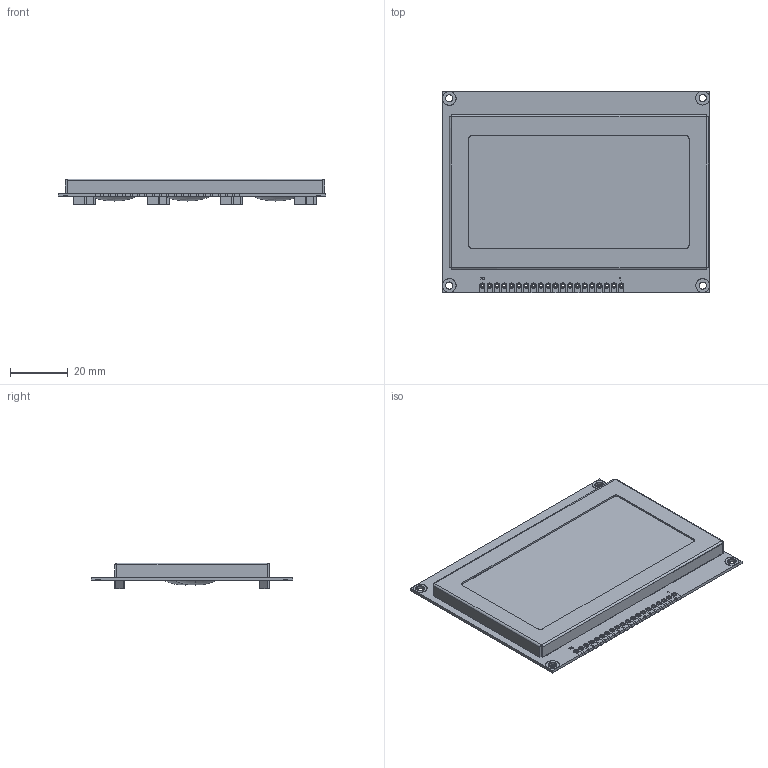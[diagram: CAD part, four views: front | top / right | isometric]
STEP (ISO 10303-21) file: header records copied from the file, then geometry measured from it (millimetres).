
FILE_DESCRIPTION(/* description */ (''),/* implementation_level */ '2;1');
FILE_NAME(/* name */ 'DISPLA~3',/* time_stamp */ '2018-02-28T22:20:56+03:00',/* author */ (''),/* organization */ (''),/* preprocessor_version */ 'ST-DEVELOPER v15',/* originating_system */ '',/* authorisation */ '');
FILE_SCHEMA (('AUTOMOTIVE_DESIGN'));
Length unit declared in the file: millimetre
Products named in the file (1): Document
Bounding box: 93.03 x 70.03 x 8.94 mm (x, y, z)
Volume: 6460.5 mm3; surface area: 23404.5 mm2
Topology: 3 solids, 719 shells, 814 faces, 3368 edges, 3246 vertices
Faces by surface type: plane 412, bspline 402
Entity records: 44212 total; most frequent: CARTESIAN_POINT 20769, ORIENTED_EDGE 3614, EDGE_CURVE 3362, VERTEX_POINT 3246, B_SPLINE_CURVE_WITH_KNOTS 1272, EDGE_LOOP 981, ADVANCED_FACE 814, FACE_OUTER_BOUND 814
